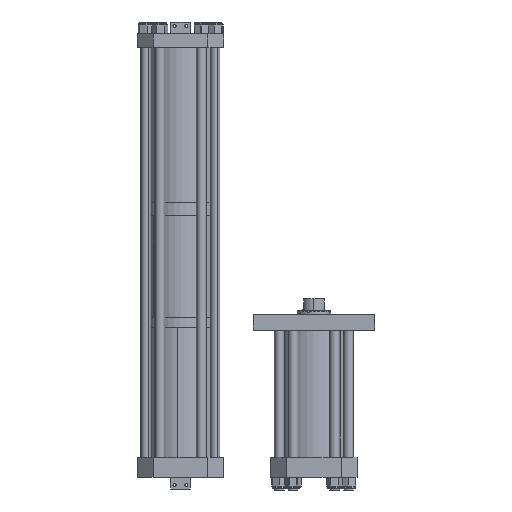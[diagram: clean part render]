
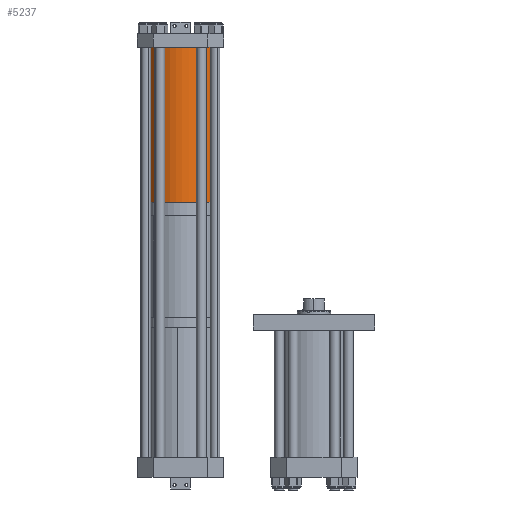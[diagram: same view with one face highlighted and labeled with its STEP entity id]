
A CAD part, front view. The second image highlights one B-rep face of the part: STEP entity #5237.
In plain terms, the highlighted cylindrical face has radius 114.3 mm (diameter 228.6 mm), a partial arc.
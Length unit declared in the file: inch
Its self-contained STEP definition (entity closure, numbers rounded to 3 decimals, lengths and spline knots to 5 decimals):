
#31 = EDGE_CURVE ( 'NONE', #5607, #1063, #16484, .T. ) ;
#871 = EDGE_CURVE ( 'NONE', #1063, #8516, #1871, .T. ) ;
#1063 = VERTEX_POINT ( 'NONE', #16932 ) ;
#1429 = DIRECTION ( 'NONE',  ( 0., 0., 1. ) ) ;
#1497 = CARTESIAN_POINT ( 'NONE',  ( 0., 0., 0. ) ) ;
#1871 = LINE ( 'NONE', #17247, #4865 ) ;
#2151 = CYLINDRICAL_SURFACE ( 'NONE', #7668, 4.5 ) ;
#2233 = DIRECTION ( 'NONE',  ( 0., 0., -1. ) ) ;
#2855 = CARTESIAN_POINT ( 'NONE',  ( 4.5, 0., 19.719 ) ) ;
#3230 = AXIS2_PLACEMENT_3D ( 'NONE', #1497, #8486, #6939 ) ;
#3802 = DIRECTION ( 'NONE',  ( 0., 0., -1. ) ) ;
#4092 = CARTESIAN_POINT ( 'NONE',  ( -4.5, 0., 0. ) ) ;
#4865 = VECTOR ( 'NONE', #17154, 39.37008 ) ;
#5237 = ADVANCED_FACE ( 'NONE', ( #14792 ), #2151, .T. ) ;
#5607 = VERTEX_POINT ( 'NONE', #2855 ) ;
#5691 = CARTESIAN_POINT ( 'NONE',  ( 0., 0., 19.719 ) ) ;
#6018 = DIRECTION ( 'NONE',  ( 1., 0., 0. ) ) ;
#6284 = AXIS2_PLACEMENT_3D ( 'NONE', #5691, #1429, #6018 ) ;
#6939 = DIRECTION ( 'NONE',  ( 1., 0., 0. ) ) ;
#7668 = AXIS2_PLACEMENT_3D ( 'NONE', #14418, #2233, #15891 ) ;
#8486 = DIRECTION ( 'NONE',  ( 0., 0., 1. ) ) ;
#8516 = VERTEX_POINT ( 'NONE', #4092 ) ;
#8804 = VERTEX_POINT ( 'NONE', #16712 ) ;
#9068 = VECTOR ( 'NONE', #3802, 39.37008 ) ;
#9689 = LINE ( 'NONE', #15001, #9068 ) ;
#10548 = ORIENTED_EDGE ( 'NONE', *, *, #31, .F. ) ;
#10930 = ORIENTED_EDGE ( 'NONE', *, *, #13436, .T. ) ;
#11111 = EDGE_CURVE ( 'NONE', #5607, #8804, #9689, .T. ) ;
#13168 = ORIENTED_EDGE ( 'NONE', *, *, #11111, .T. ) ;
#13436 = EDGE_CURVE ( 'NONE', #8804, #8516, #15159, .T. ) ;
#13788 = ORIENTED_EDGE ( 'NONE', *, *, #871, .F. ) ;
#14418 = CARTESIAN_POINT ( 'NONE',  ( 0., 0., 19.719 ) ) ;
#14792 = FACE_OUTER_BOUND ( 'NONE', #17652, .T. ) ;
#15001 = CARTESIAN_POINT ( 'NONE',  ( 4.5, 0., 19.719 ) ) ;
#15159 = CIRCLE ( 'NONE', #3230, 4.5 ) ;
#15891 = DIRECTION ( 'NONE',  ( -1., 0., 0. ) ) ;
#16484 = CIRCLE ( 'NONE', #6284, 4.5 ) ;
#16712 = CARTESIAN_POINT ( 'NONE',  ( 4.5, 0., 0. ) ) ;
#16932 = CARTESIAN_POINT ( 'NONE',  ( -4.5, 0., 19.719 ) ) ;
#17154 = DIRECTION ( 'NONE',  ( 0., 0., -1. ) ) ;
#17247 = CARTESIAN_POINT ( 'NONE',  ( -4.5, 0., 19.719 ) ) ;
#17652 = EDGE_LOOP ( 'NONE', ( #10548, #13168, #10930, #13788 ) ) ;
